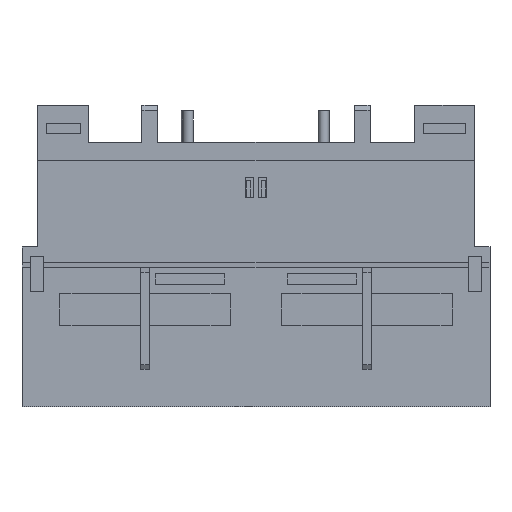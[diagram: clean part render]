
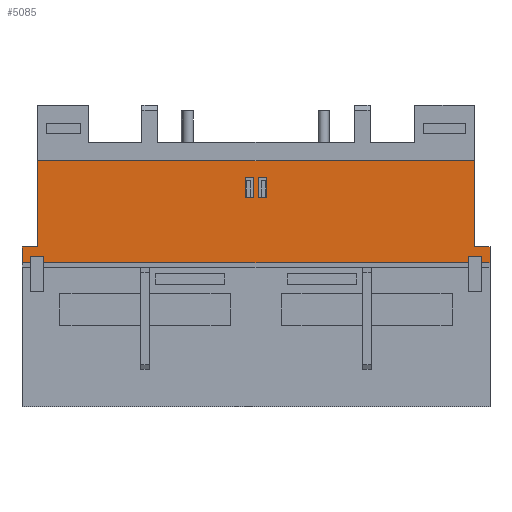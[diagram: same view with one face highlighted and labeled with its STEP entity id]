
A CAD part, top view. The second image highlights one B-rep face of the part: STEP entity #5085.
In plain terms, the highlighted planar face has unit normal (0, 0, 1).
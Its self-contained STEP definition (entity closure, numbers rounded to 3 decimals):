
#461=DIRECTION('',(0.,1.,0.));
#462=VECTOR('',#461,0.63);
#463=CARTESIAN_POINT('',(43.7,13.7,8.91));
#464=LINE('',#463,#462);
#465=DIRECTION('',(-1.,0.,0.));
#466=VECTOR('',#465,1.27);
#467=CARTESIAN_POINT('',(43.7,14.33,8.91));
#468=LINE('',#467,#466);
#469=DIRECTION('',(0.,1.,0.));
#470=VECTOR('',#469,0.63);
#471=CARTESIAN_POINT('',(42.43,13.7,8.91));
#472=LINE('',#471,#470);
#473=DIRECTION('',(-1.,0.,0.));
#474=VECTOR('',#473,40.36);
#475=CARTESIAN_POINT('',(42.43,13.7,8.91));
#476=LINE('',#475,#474);
#477=DIRECTION('',(0.,1.,0.));
#478=VECTOR('',#477,0.63);
#479=CARTESIAN_POINT('',(2.07,13.7,8.91));
#480=LINE('',#479,#478);
#481=DIRECTION('',(-1.,0.,0.));
#482=VECTOR('',#481,1.27);
#483=CARTESIAN_POINT('',(2.07,14.33,8.91));
#484=LINE('',#483,#482);
#485=DIRECTION('',(0.,1.,0.));
#486=VECTOR('',#485,0.63);
#487=CARTESIAN_POINT('',(0.8,13.7,8.91));
#488=LINE('',#487,#486);
#489=DIRECTION('',(-1.,0.,0.));
#490=VECTOR('',#489,0.8);
#491=CARTESIAN_POINT('',(0.8,13.7,8.91));
#492=LINE('',#491,#490);
#493=DIRECTION('',(1.,0.,0.));
#494=VECTOR('',#493,1.5);
#495=CARTESIAN_POINT('',(0.,15.2,8.91));
#496=LINE('',#495,#494);
#497=DIRECTION('',(0.,-1.,0.));
#498=VECTOR('',#497,8.2);
#499=CARTESIAN_POINT('',(1.5,23.4,8.91));
#500=LINE('',#499,#498);
#501=DIRECTION('',(0.,-1.,0.));
#502=VECTOR('',#501,8.2);
#503=CARTESIAN_POINT('',(43.,23.4,8.91));
#504=LINE('',#503,#502);
#505=DIRECTION('',(-1.,0.,0.));
#506=VECTOR('',#505,1.5);
#507=CARTESIAN_POINT('',(44.5,15.2,8.91));
#508=LINE('',#507,#506);
#509=DIRECTION('',(-1.,0.,0.));
#510=VECTOR('',#509,0.8);
#511=CARTESIAN_POINT('',(44.5,13.7,8.91));
#512=LINE('',#511,#510);
#513=DIRECTION('',(1.,0.,0.));
#514=VECTOR('',#513,0.8);
#515=CARTESIAN_POINT('',(22.45,19.92,8.91));
#516=LINE('',#515,#514);
#517=DIRECTION('',(0.,1.,0.));
#518=VECTOR('',#517,1.87);
#519=CARTESIAN_POINT('',(23.25,19.92,8.91));
#520=LINE('',#519,#518);
#521=DIRECTION('',(-1.,0.,0.));
#522=VECTOR('',#521,0.8);
#523=CARTESIAN_POINT('',(23.25,21.79,8.91));
#524=LINE('',#523,#522);
#525=DIRECTION('',(0.,-1.,0.));
#526=VECTOR('',#525,1.87);
#527=CARTESIAN_POINT('',(22.45,21.79,8.91));
#528=LINE('',#527,#526);
#529=DIRECTION('',(-1.,0.,0.));
#530=VECTOR('',#529,0.8);
#531=CARTESIAN_POINT('',(22.05,21.79,8.91));
#532=LINE('',#531,#530);
#533=DIRECTION('',(0.,-1.,0.));
#534=VECTOR('',#533,1.87);
#535=CARTESIAN_POINT('',(21.25,21.79,8.91));
#536=LINE('',#535,#534);
#537=DIRECTION('',(1.,0.,0.));
#538=VECTOR('',#537,0.8);
#539=CARTESIAN_POINT('',(21.25,19.92,8.91));
#540=LINE('',#539,#538);
#541=DIRECTION('',(0.,1.,0.));
#542=VECTOR('',#541,1.87);
#543=CARTESIAN_POINT('',(22.05,19.92,8.91));
#544=LINE('',#543,#542);
#601=DIRECTION('',(0.,1.,0.));
#602=VECTOR('',#601,1.5);
#603=CARTESIAN_POINT('',(0.,13.7,8.91));
#604=LINE('',#603,#602);
#661=DIRECTION('',(0.,1.,0.));
#662=VECTOR('',#661,1.5);
#663=CARTESIAN_POINT('',(44.5,13.7,8.91));
#664=LINE('',#663,#662);
#1525=DIRECTION('',(-1.,0.,0.));
#1526=VECTOR('',#1525,41.5);
#1527=CARTESIAN_POINT('',(43.,23.4,8.91));
#1528=LINE('',#1527,#1526);
#3270=CARTESIAN_POINT('',(44.5,13.7,8.91));
#3272=VERTEX_POINT('',#3270);
#3274=CARTESIAN_POINT('',(0.,13.7,8.91));
#3276=VERTEX_POINT('',#3274);
#3309=CARTESIAN_POINT('',(43.,23.4,8.91));
#3310=CARTESIAN_POINT('',(43.,15.2,8.91));
#3311=VERTEX_POINT('',#3309);
#3312=VERTEX_POINT('',#3310);
#3313=CARTESIAN_POINT('',(44.5,15.2,8.91));
#3314=VERTEX_POINT('',#3313);
#3315=CARTESIAN_POINT('',(0.,15.2,8.91));
#3316=CARTESIAN_POINT('',(1.5,15.2,8.91));
#3317=VERTEX_POINT('',#3315);
#3318=VERTEX_POINT('',#3316);
#3319=CARTESIAN_POINT('',(1.5,23.4,8.91));
#3320=VERTEX_POINT('',#3319);
#4017=CARTESIAN_POINT('',(43.7,13.7,8.91));
#4018=CARTESIAN_POINT('',(43.7,14.33,8.91));
#4019=VERTEX_POINT('',#4017);
#4020=VERTEX_POINT('',#4018);
#4021=CARTESIAN_POINT('',(42.43,14.33,8.91));
#4022=VERTEX_POINT('',#4021);
#4023=CARTESIAN_POINT('',(42.43,13.7,8.91));
#4024=VERTEX_POINT('',#4023);
#4025=CARTESIAN_POINT('',(2.07,13.7,8.91));
#4026=CARTESIAN_POINT('',(2.07,14.33,8.91));
#4027=VERTEX_POINT('',#4025);
#4028=VERTEX_POINT('',#4026);
#4029=CARTESIAN_POINT('',(0.8,14.33,8.91));
#4030=VERTEX_POINT('',#4029);
#4031=CARTESIAN_POINT('',(0.8,13.7,8.91));
#4032=VERTEX_POINT('',#4031);
#4273=CARTESIAN_POINT('',(22.45,19.92,8.91));
#4274=CARTESIAN_POINT('',(23.25,19.92,8.91));
#4275=VERTEX_POINT('',#4273);
#4276=VERTEX_POINT('',#4274);
#4277=CARTESIAN_POINT('',(23.25,21.79,8.91));
#4278=VERTEX_POINT('',#4277);
#4279=CARTESIAN_POINT('',(22.45,21.79,8.91));
#4280=VERTEX_POINT('',#4279);
#4281=CARTESIAN_POINT('',(22.05,21.79,8.91));
#4282=CARTESIAN_POINT('',(21.25,21.79,8.91));
#4283=VERTEX_POINT('',#4281);
#4284=VERTEX_POINT('',#4282);
#4285=CARTESIAN_POINT('',(21.25,19.92,8.91));
#4286=VERTEX_POINT('',#4285);
#4287=CARTESIAN_POINT('',(22.05,19.92,8.91));
#4288=VERTEX_POINT('',#4287);
#5031=CARTESIAN_POINT('',(44.5,13.7,8.91));
#5032=DIRECTION('',(0.,0.,-1.));
#5033=DIRECTION('',(0.,1.,0.));
#5034=AXIS2_PLACEMENT_3D('',#5031,#5032,#5033);
#5035=PLANE('',#5034);
#5036=ORIENTED_EDGE('',*,*,#4949,.T.);
#5038=ORIENTED_EDGE('',*,*,#5037,.T.);
#5039=ORIENTED_EDGE('',*,*,#4978,.F.);
#5040=ORIENTED_EDGE('',*,*,#5011,.T.);
#5042=ORIENTED_EDGE('',*,*,#5041,.T.);
#5044=ORIENTED_EDGE('',*,*,#5043,.T.);
#5046=ORIENTED_EDGE('',*,*,#5045,.F.);
#5047=ORIENTED_EDGE('',*,*,#5026,.T.);
#5049=ORIENTED_EDGE('',*,*,#5048,.T.);
#5051=ORIENTED_EDGE('',*,*,#5050,.T.);
#5053=ORIENTED_EDGE('',*,*,#5052,.F.);
#5055=ORIENTED_EDGE('',*,*,#5054,.F.);
#5057=ORIENTED_EDGE('',*,*,#5056,.T.);
#5059=ORIENTED_EDGE('',*,*,#5058,.F.);
#5061=ORIENTED_EDGE('',*,*,#5060,.F.);
#5062=ORIENTED_EDGE('',*,*,#4994,.T.);
#5063=EDGE_LOOP('',(#5036,#5038,#5039,#5040,#5042,#5044,#5046,#5047,#5049,#5051,
#5053,#5055,#5057,#5059,#5061,#5062));
#5064=FACE_OUTER_BOUND('',#5063,.F.);
#5066=ORIENTED_EDGE('',*,*,#5065,.T.);
#5068=ORIENTED_EDGE('',*,*,#5067,.T.);
#5070=ORIENTED_EDGE('',*,*,#5069,.T.);
#5072=ORIENTED_EDGE('',*,*,#5071,.T.);
#5073=EDGE_LOOP('',(#5066,#5068,#5070,#5072));
#5074=FACE_BOUND('',#5073,.F.);
#5076=ORIENTED_EDGE('',*,*,#5075,.T.);
#5078=ORIENTED_EDGE('',*,*,#5077,.T.);
#5080=ORIENTED_EDGE('',*,*,#5079,.T.);
#5082=ORIENTED_EDGE('',*,*,#5081,.T.);
#5083=EDGE_LOOP('',(#5076,#5078,#5080,#5082));
#5084=FACE_BOUND('',#5083,.F.);
#5085=ADVANCED_FACE('',(#5064,#5074,#5084),#5035,.F.);
#4949=EDGE_CURVE('',#4019,#4020,#464,.T.);
#4978=EDGE_CURVE('',#4024,#4022,#472,.T.);
#4994=EDGE_CURVE('',#3272,#4019,#512,.T.);
#5011=EDGE_CURVE('',#4024,#4027,#476,.T.);
#5026=EDGE_CURVE('',#4032,#3276,#492,.T.);
#5037=EDGE_CURVE('',#4020,#4022,#468,.T.);
#5041=EDGE_CURVE('',#4027,#4028,#480,.T.);
#5043=EDGE_CURVE('',#4028,#4030,#484,.T.);
#5045=EDGE_CURVE('',#4032,#4030,#488,.T.);
#5048=EDGE_CURVE('',#3276,#3317,#604,.T.);
#5050=EDGE_CURVE('',#3317,#3318,#496,.T.);
#5052=EDGE_CURVE('',#3320,#3318,#500,.T.);
#5054=EDGE_CURVE('',#3311,#3320,#1528,.T.);
#5056=EDGE_CURVE('',#3311,#3312,#504,.T.);
#5058=EDGE_CURVE('',#3314,#3312,#508,.T.);
#5060=EDGE_CURVE('',#3272,#3314,#664,.T.);
#5065=EDGE_CURVE('',#4275,#4276,#516,.T.);
#5067=EDGE_CURVE('',#4276,#4278,#520,.T.);
#5069=EDGE_CURVE('',#4278,#4280,#524,.T.);
#5071=EDGE_CURVE('',#4280,#4275,#528,.T.);
#5075=EDGE_CURVE('',#4283,#4284,#532,.T.);
#5077=EDGE_CURVE('',#4284,#4286,#536,.T.);
#5079=EDGE_CURVE('',#4286,#4288,#540,.T.);
#5081=EDGE_CURVE('',#4288,#4283,#544,.T.);
